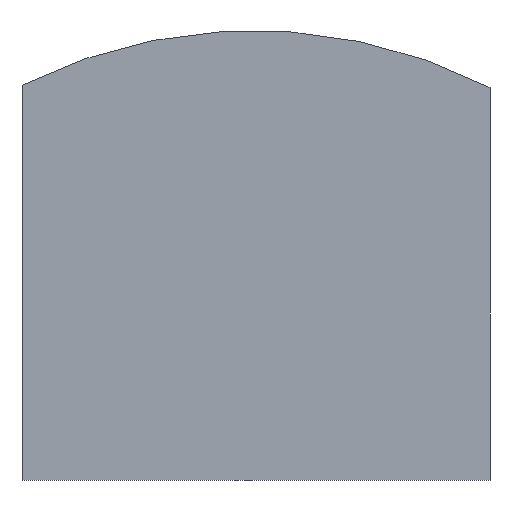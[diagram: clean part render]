
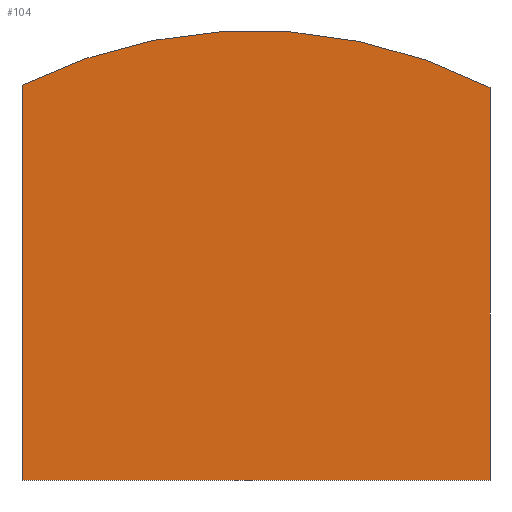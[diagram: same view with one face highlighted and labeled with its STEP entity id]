
A CAD part, front view. The second image highlights one B-rep face of the part: STEP entity #104.
In plain terms, the highlighted planar face has unit normal (0, -1, 0).
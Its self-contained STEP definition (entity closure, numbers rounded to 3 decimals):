
#15=CIRCLE('',#123,484.188);
#23=FACE_OUTER_BOUND('',#29,.T.);
#29=EDGE_LOOP('',(#90,#91,#92,#93));
#30=LINE('',#159,#40);
#34=LINE('',#167,#44);
#37=LINE('',#173,#47);
#40=VECTOR('',#131,10.);
#44=VECTOR('',#137,10.);
#47=VECTOR('',#142,10.);
#50=VERTEX_POINT('',#157);
#51=VERTEX_POINT('',#158);
#54=VERTEX_POINT('',#166);
#56=VERTEX_POINT('',#172);
#58=EDGE_CURVE('',#50,#51,#30,.T.);
#62=EDGE_CURVE('',#54,#50,#34,.T.);
#65=EDGE_CURVE('',#56,#54,#37,.T.);
#68=EDGE_CURVE('',#51,#56,#15,.T.);
#90=ORIENTED_EDGE('',*,*,#68,.F.);
#91=ORIENTED_EDGE('',*,*,#58,.F.);
#92=ORIENTED_EDGE('',*,*,#62,.F.);
#93=ORIENTED_EDGE('',*,*,#65,.F.);
#98=PLANE('',#126);
#104=ADVANCED_FACE('',(#23),#98,.F.);
#123=AXIS2_PLACEMENT_3D('',#178,#147,#148);
#126=AXIS2_PLACEMENT_3D('',#181,#153,#154);
#131=DIRECTION('',(0.,0.,1.));
#137=DIRECTION('',(-1.,0.,0.));
#142=DIRECTION('',(0.,0.,-1.));
#147=DIRECTION('center_axis',(0.,1.,0.));
#148=DIRECTION('ref_axis',(-0.446,0.,0.895));
#153=DIRECTION('center_axis',(0.,1.,0.));
#154=DIRECTION('ref_axis',(1.,0.,0.));
#157=CARTESIAN_POINT('',(0.,0.,-368.3));
#158=CARTESIAN_POINT('',(0.,0.,0.));
#159=CARTESIAN_POINT('',(0.,0.,-368.3));
#166=CARTESIAN_POINT('',(436.144,0.,-368.3));
#167=CARTESIAN_POINT('',(436.144,0.,-368.3));
#172=CARTESIAN_POINT('',(436.144,0.,-2.192));
#173=CARTESIAN_POINT('',(436.144,0.,-2.192));
#178=CARTESIAN_POINT('Origin',(215.9,0.,-433.387));
#181=CARTESIAN_POINT('Origin',(218.072,0.,-158.75));
